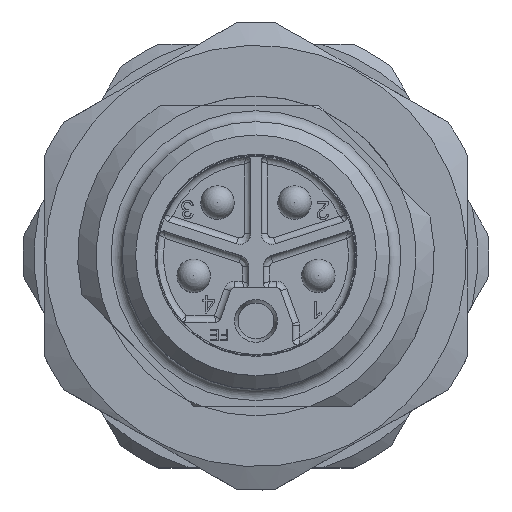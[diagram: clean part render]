
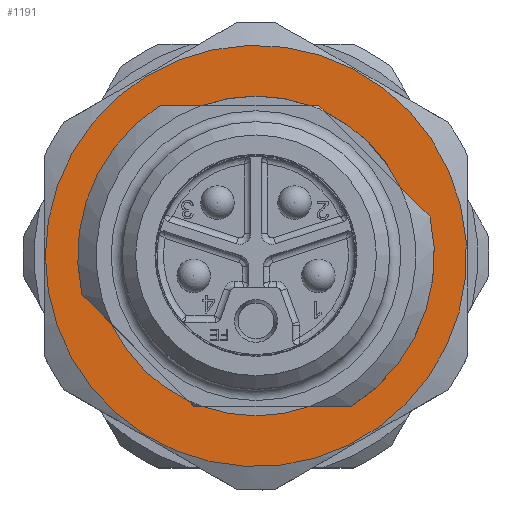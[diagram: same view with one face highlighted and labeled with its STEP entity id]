
A CAD part, top view. The second image highlights one B-rep face of the part: STEP entity #1191.
In plain terms, the highlighted planar face has unit normal (0, 0, 1).
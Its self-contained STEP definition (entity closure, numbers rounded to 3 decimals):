
#284=FACE_BOUND('',#1794,.T.);
#285=FACE_BOUND('',#1795,.T.);
#458=LINE('',#6170,#791);
#462=LINE('',#6188,#795);
#469=LINE('',#6206,#802);
#472=LINE('',#6221,#805);
#479=LINE('',#6242,#812);
#483=LINE('',#6260,#816);
#488=LINE('',#6277,#821);
#491=LINE('',#6292,#824);
#791=VECTOR('',#4987,1.);
#795=VECTOR('',#4991,1.);
#802=VECTOR('',#5000,1.);
#805=VECTOR('',#5003,1.);
#812=VECTOR('',#5016,1.);
#816=VECTOR('',#5020,1.);
#821=VECTOR('',#5027,1.);
#824=VECTOR('',#5030,1.);
#1191=ADVANCED_FACE('',(#284,#285),#1425,.T.);
#1425=PLANE('',#4656);
#1794=EDGE_LOOP('',(#2332));
#1795=EDGE_LOOP('',(#2333,#2334,#2335,#2336,#2337,#2338,#2339,#2340,#2341,
#2342,#2343,#2344,#2345,#2346));
#2332=ORIENTED_EDGE('',*,*,#3896,.F.);
#2333=ORIENTED_EDGE('',*,*,#3897,.F.);
#2334=ORIENTED_EDGE('',*,*,#3760,.T.);
#2335=ORIENTED_EDGE('',*,*,#3768,.T.);
#2336=ORIENTED_EDGE('',*,*,#3898,.F.);
#2337=ORIENTED_EDGE('',*,*,#3773,.T.);
#2338=ORIENTED_EDGE('',*,*,#3804,.F.);
#2339=ORIENTED_EDGE('',*,*,#3794,.F.);
#2340=ORIENTED_EDGE('',*,*,#3899,.F.);
#2341=ORIENTED_EDGE('',*,*,#3799,.F.);
#2342=ORIENTED_EDGE('',*,*,#3782,.F.);
#2343=ORIENTED_EDGE('',*,*,#3900,.F.);
#2344=ORIENTED_EDGE('',*,*,#3788,.F.);
#2345=ORIENTED_EDGE('',*,*,#3889,.F.);
#2346=ORIENTED_EDGE('',*,*,#3754,.T.);
#3332=VERTEX_POINT('',#6169);
#3333=VERTEX_POINT('',#6171);
#3338=VERTEX_POINT('',#6187);
#3339=VERTEX_POINT('',#6189);
#3344=VERTEX_POINT('',#6205);
#3348=VERTEX_POINT('',#6220);
#3349=VERTEX_POINT('',#6222);
#3355=VERTEX_POINT('',#6241);
#3356=VERTEX_POINT('',#6243);
#3361=VERTEX_POINT('',#6259);
#3362=VERTEX_POINT('',#6261);
#3366=VERTEX_POINT('',#6276);
#3367=VERTEX_POINT('',#6278);
#3371=VERTEX_POINT('',#6293);
#3433=VERTEX_POINT('',#6565);
#3754=EDGE_CURVE('',#3333,#3332,#458,.T.);
#3760=EDGE_CURVE('',#3339,#3338,#462,.T.);
#3768=EDGE_CURVE('',#3338,#3344,#469,.T.);
#3773=EDGE_CURVE('',#3349,#3348,#472,.T.);
#3782=EDGE_CURVE('',#3355,#3356,#479,.T.);
#3788=EDGE_CURVE('',#3361,#3362,#483,.T.);
#3794=EDGE_CURVE('',#3366,#3367,#488,.T.);
#3799=EDGE_CURVE('',#3356,#3371,#491,.T.);
#3804=EDGE_CURVE('',#3367,#3348,#4376,.T.);
#3889=EDGE_CURVE('',#3333,#3361,#4413,.T.);
#3896=EDGE_CURVE('',#3433,#3433,#4420,.T.);
#3897=EDGE_CURVE('',#3339,#3332,#4421,.T.);
#3898=EDGE_CURVE('',#3349,#3344,#4422,.T.);
#3899=EDGE_CURVE('',#3371,#3366,#4423,.T.);
#3900=EDGE_CURVE('',#3362,#3355,#4424,.T.);
#4376=CIRCLE('',#4568,8.);
#4413=CIRCLE('',#4625,8.);
#4420=CIRCLE('',#4651,9.45);
#4421=CIRCLE('',#4652,7.172);
#4422=CIRCLE('',#4653,7.172);
#4423=CIRCLE('',#4654,7.172);
#4424=CIRCLE('',#4655,7.172);
#4568=AXIS2_PLACEMENT_3D('',#6301,#5040,#5041);
#4625=AXIS2_PLACEMENT_3D('',#6532,#5178,#5179);
#4651=AXIS2_PLACEMENT_3D('',#6564,#5230,#5231);
#4652=AXIS2_PLACEMENT_3D('',#6566,#5232,#5233);
#4653=AXIS2_PLACEMENT_3D('',#6567,#5234,#5235);
#4654=AXIS2_PLACEMENT_3D('',#6568,#5236,#5237);
#4655=AXIS2_PLACEMENT_3D('',#6569,#5238,#5239);
#4656=AXIS2_PLACEMENT_3D('',#6570,#5240,#5241);
#4987=DIRECTION('',(-1.,0.,0.));
#4991=DIRECTION('',(-1.,0.,0.));
#5000=DIRECTION('',(-0.707,0.707,0.));
#5003=DIRECTION('',(-0.707,0.707,0.));
#5016=DIRECTION('',(-0.707,0.707,0.));
#5020=DIRECTION('',(-0.707,0.707,0.));
#5027=DIRECTION('',(-1.,0.,0.));
#5030=DIRECTION('',(-1.,0.,0.));
#5040=DIRECTION('',(0.,0.,1.));
#5041=DIRECTION('',(1.,0.,0.));
#5178=DIRECTION('',(0.,0.,1.));
#5179=DIRECTION('',(1.,0.,0.));
#5230=DIRECTION('',(0.,0.,-1.));
#5231=DIRECTION('',(-1.,0.,0.));
#5232=DIRECTION('',(0.,0.,1.));
#5233=DIRECTION('',(1.,0.,0.));
#5234=DIRECTION('',(0.,0.,1.));
#5235=DIRECTION('',(1.,0.,0.));
#5236=DIRECTION('',(0.,0.,1.));
#5237=DIRECTION('',(1.,0.,0.));
#5238=DIRECTION('',(0.,0.,1.));
#5239=DIRECTION('',(1.,0.,0.));
#5240=DIRECTION('',(0.,0.,1.));
#5241=DIRECTION('',(-1.,0.,0.));
#6169=CARTESIAN_POINT('',(2.424,-6.75,2.8));
#6170=CARTESIAN_POINT('',(5.744,-6.75,2.8));
#6171=CARTESIAN_POINT('',(4.294,-6.75,2.8));
#6187=CARTESIAN_POINT('',(-2.796,-6.75,2.8));
#6188=CARTESIAN_POINT('',(5.744,-6.75,2.8));
#6189=CARTESIAN_POINT('',(-2.424,-6.75,2.8));
#6205=CARTESIAN_POINT('',(-3.059,-6.487,2.8));
#6206=CARTESIAN_POINT('',(-2.796,-6.75,2.8));
#6220=CARTESIAN_POINT('',(-7.809,-1.737,2.8));
#6221=CARTESIAN_POINT('',(-2.796,-6.75,2.8));
#6222=CARTESIAN_POINT('',(-6.487,-3.059,2.8));
#6241=CARTESIAN_POINT('',(3.059,6.487,2.8));
#6242=CARTESIAN_POINT('',(8.835,0.711,2.8));
#6243=CARTESIAN_POINT('',(2.796,6.75,2.8));
#6259=CARTESIAN_POINT('',(7.809,1.737,2.8));
#6260=CARTESIAN_POINT('',(8.835,0.711,2.8));
#6261=CARTESIAN_POINT('',(6.487,3.059,2.8));
#6276=CARTESIAN_POINT('',(-2.424,6.75,2.8));
#6277=CARTESIAN_POINT('',(2.796,6.75,2.8));
#6278=CARTESIAN_POINT('',(-4.294,6.75,2.8));
#6292=CARTESIAN_POINT('',(2.796,6.75,2.8));
#6293=CARTESIAN_POINT('',(2.424,6.75,2.8));
#6301=CARTESIAN_POINT('',(0.,0.,2.8));
#6532=CARTESIAN_POINT('',(0.,0.,2.8));
#6564=CARTESIAN_POINT('',(0.,0.,2.8));
#6565=CARTESIAN_POINT('',(-9.45,0.,2.8));
#6566=CARTESIAN_POINT('',(0.,0.,2.8));
#6567=CARTESIAN_POINT('',(0.,0.,2.8));
#6568=CARTESIAN_POINT('',(0.,0.,2.8));
#6569=CARTESIAN_POINT('',(0.,0.,2.8));
#6570=CARTESIAN_POINT('',(0.,0.,2.8));
